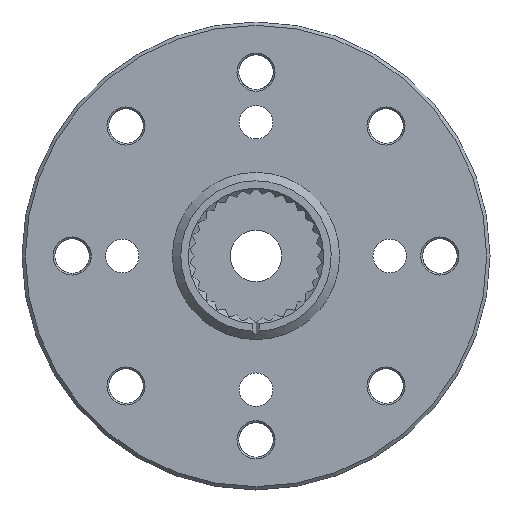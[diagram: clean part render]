
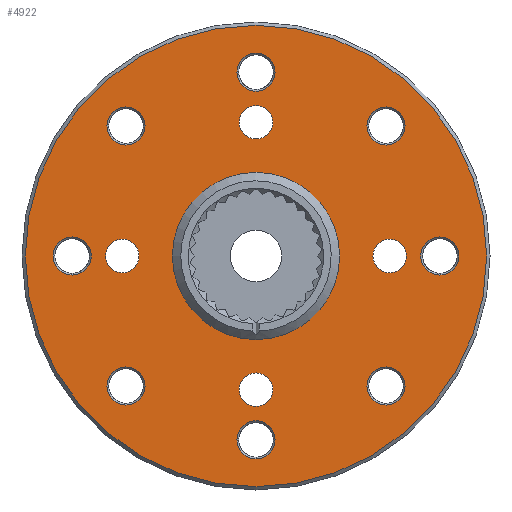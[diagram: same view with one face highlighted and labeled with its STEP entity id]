
A CAD part, front view. The second image highlights one B-rep face of the part: STEP entity #4922.
In plain terms, the highlighted planar face has unit normal (0, -1, 0).
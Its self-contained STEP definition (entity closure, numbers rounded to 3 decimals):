
#15=FACE_BOUND('',#822,.T.);
#16=FACE_BOUND('',#823,.T.);
#17=FACE_BOUND('',#824,.T.);
#18=FACE_BOUND('',#825,.T.);
#19=FACE_BOUND('',#826,.T.);
#20=FACE_BOUND('',#827,.T.);
#21=FACE_BOUND('',#828,.T.);
#22=FACE_BOUND('',#829,.T.);
#23=FACE_BOUND('',#830,.T.);
#24=FACE_BOUND('',#831,.T.);
#25=FACE_BOUND('',#832,.T.);
#26=FACE_BOUND('',#833,.T.);
#27=FACE_BOUND('',#834,.T.);
#174=PLANE('',#5288);
#283=CIRCLE('',#5196,1.142);
#284=CIRCLE('',#5197,1.142);
#289=CIRCLE('',#5207,1.142);
#290=CIRCLE('',#5208,1.142);
#295=CIRCLE('',#5218,1.142);
#296=CIRCLE('',#5219,1.142);
#301=CIRCLE('',#5229,1.142);
#302=CIRCLE('',#5230,1.142);
#307=CIRCLE('',#5240,1.142);
#308=CIRCLE('',#5241,1.142);
#313=CIRCLE('',#5251,1.142);
#314=CIRCLE('',#5252,1.142);
#319=CIRCLE('',#5262,1.142);
#320=CIRCLE('',#5263,1.142);
#325=CIRCLE('',#5273,1.142);
#326=CIRCLE('',#5274,1.142);
#332=CIRCLE('',#5286,5.);
#333=CIRCLE('',#5287,5.);
#334=CIRCLE('',#5289,13.8);
#335=CIRCLE('',#5290,13.8);
#336=CIRCLE('',#5291,1.);
#337=CIRCLE('',#5292,1.);
#338=CIRCLE('',#5293,1.);
#339=CIRCLE('',#5294,1.);
#549=FACE_OUTER_BOUND('',#821,.T.);
#821=EDGE_LOOP('',(#3838,#3839));
#822=EDGE_LOOP('',(#3840,#3841));
#823=EDGE_LOOP('',(#3842,#3843));
#824=EDGE_LOOP('',(#3844,#3845));
#825=EDGE_LOOP('',(#3846,#3847));
#826=EDGE_LOOP('',(#3848,#3849));
#827=EDGE_LOOP('',(#3850,#3851));
#828=EDGE_LOOP('',(#3852,#3853));
#829=EDGE_LOOP('',(#3854,#3855));
#830=EDGE_LOOP('',(#3856,#3857));
#831=EDGE_LOOP('',(#3858));
#832=EDGE_LOOP('',(#3859));
#833=EDGE_LOOP('',(#3860));
#834=EDGE_LOOP('',(#3861));
#1982=VERTEX_POINT('',#9745);
#1983=VERTEX_POINT('',#9746);
#1986=VERTEX_POINT('',#10424);
#1987=VERTEX_POINT('',#10425);
#1990=VERTEX_POINT('',#11103);
#1991=VERTEX_POINT('',#11104);
#1994=VERTEX_POINT('',#11782);
#1995=VERTEX_POINT('',#11783);
#1998=VERTEX_POINT('',#12461);
#1999=VERTEX_POINT('',#12462);
#2002=VERTEX_POINT('',#13140);
#2003=VERTEX_POINT('',#13141);
#2006=VERTEX_POINT('',#13819);
#2007=VERTEX_POINT('',#13820);
#2010=VERTEX_POINT('',#14498);
#2011=VERTEX_POINT('',#14499);
#2023=VERTEX_POINT('',#14541);
#2024=VERTEX_POINT('',#14543);
#2025=VERTEX_POINT('',#14547);
#2026=VERTEX_POINT('',#14548);
#2027=VERTEX_POINT('',#14551);
#2028=VERTEX_POINT('',#14553);
#2029=VERTEX_POINT('',#14555);
#2030=VERTEX_POINT('',#14557);
#2568=EDGE_CURVE('',#1982,#1983,#283,.T.);
#2569=EDGE_CURVE('',#1983,#1982,#284,.T.);
#2583=EDGE_CURVE('',#1986,#1987,#289,.T.);
#2584=EDGE_CURVE('',#1987,#1986,#290,.T.);
#2598=EDGE_CURVE('',#1990,#1991,#295,.T.);
#2599=EDGE_CURVE('',#1991,#1990,#296,.T.);
#2613=EDGE_CURVE('',#1994,#1995,#301,.T.);
#2614=EDGE_CURVE('',#1995,#1994,#302,.T.);
#2628=EDGE_CURVE('',#1998,#1999,#307,.T.);
#2629=EDGE_CURVE('',#1999,#1998,#308,.T.);
#2643=EDGE_CURVE('',#2002,#2003,#313,.T.);
#2644=EDGE_CURVE('',#2003,#2002,#314,.T.);
#2658=EDGE_CURVE('',#2006,#2007,#319,.T.);
#2659=EDGE_CURVE('',#2007,#2006,#320,.T.);
#2673=EDGE_CURVE('',#2010,#2011,#325,.T.);
#2674=EDGE_CURVE('',#2011,#2010,#326,.T.);
#2691=EDGE_CURVE('',#2023,#2024,#332,.T.);
#2692=EDGE_CURVE('',#2024,#2023,#333,.T.);
#2693=EDGE_CURVE('',#2025,#2026,#334,.T.);
#2694=EDGE_CURVE('',#2026,#2025,#335,.T.);
#2695=EDGE_CURVE('',#2027,#2027,#336,.T.);
#2696=EDGE_CURVE('',#2028,#2028,#337,.T.);
#2697=EDGE_CURVE('',#2029,#2029,#338,.T.);
#2698=EDGE_CURVE('',#2030,#2030,#339,.T.);
#3838=ORIENTED_EDGE('',*,*,#2693,.T.);
#3839=ORIENTED_EDGE('',*,*,#2694,.T.);
#3840=ORIENTED_EDGE('',*,*,#2568,.T.);
#3841=ORIENTED_EDGE('',*,*,#2569,.T.);
#3842=ORIENTED_EDGE('',*,*,#2583,.T.);
#3843=ORIENTED_EDGE('',*,*,#2584,.T.);
#3844=ORIENTED_EDGE('',*,*,#2598,.T.);
#3845=ORIENTED_EDGE('',*,*,#2599,.T.);
#3846=ORIENTED_EDGE('',*,*,#2613,.T.);
#3847=ORIENTED_EDGE('',*,*,#2614,.T.);
#3848=ORIENTED_EDGE('',*,*,#2628,.T.);
#3849=ORIENTED_EDGE('',*,*,#2629,.T.);
#3850=ORIENTED_EDGE('',*,*,#2643,.T.);
#3851=ORIENTED_EDGE('',*,*,#2644,.T.);
#3852=ORIENTED_EDGE('',*,*,#2658,.T.);
#3853=ORIENTED_EDGE('',*,*,#2659,.T.);
#3854=ORIENTED_EDGE('',*,*,#2673,.T.);
#3855=ORIENTED_EDGE('',*,*,#2674,.T.);
#3856=ORIENTED_EDGE('',*,*,#2692,.F.);
#3857=ORIENTED_EDGE('',*,*,#2691,.F.);
#3858=ORIENTED_EDGE('',*,*,#2695,.F.);
#3859=ORIENTED_EDGE('',*,*,#2696,.F.);
#3860=ORIENTED_EDGE('',*,*,#2697,.F.);
#3861=ORIENTED_EDGE('',*,*,#2698,.F.);
#4922=ADVANCED_FACE('',(#549,#15,#16,#17,#18,#19,#20,#21,#22,#23,#24,#25,
#26,#27),#174,.T.);
#5196=AXIS2_PLACEMENT_3D('',#9747,#5842,#5843);
#5197=AXIS2_PLACEMENT_3D('',#9748,#5844,#5845);
#5207=AXIS2_PLACEMENT_3D('',#10426,#5865,#5866);
#5208=AXIS2_PLACEMENT_3D('',#10427,#5867,#5868);
#5218=AXIS2_PLACEMENT_3D('',#11105,#5888,#5889);
#5219=AXIS2_PLACEMENT_3D('',#11106,#5890,#5891);
#5229=AXIS2_PLACEMENT_3D('',#11784,#5911,#5912);
#5230=AXIS2_PLACEMENT_3D('',#11785,#5913,#5914);
#5240=AXIS2_PLACEMENT_3D('',#12463,#5934,#5935);
#5241=AXIS2_PLACEMENT_3D('',#12464,#5936,#5937);
#5251=AXIS2_PLACEMENT_3D('',#13142,#5957,#5958);
#5252=AXIS2_PLACEMENT_3D('',#13143,#5959,#5960);
#5262=AXIS2_PLACEMENT_3D('',#13821,#5980,#5981);
#5263=AXIS2_PLACEMENT_3D('',#13822,#5982,#5983);
#5273=AXIS2_PLACEMENT_3D('',#14500,#6003,#6004);
#5274=AXIS2_PLACEMENT_3D('',#14501,#6005,#6006);
#5286=AXIS2_PLACEMENT_3D('',#14544,#6036,#6037);
#5287=AXIS2_PLACEMENT_3D('',#14545,#6038,#6039);
#5288=AXIS2_PLACEMENT_3D('',#14546,#6040,#6041);
#5289=AXIS2_PLACEMENT_3D('',#14549,#6042,#6043);
#5290=AXIS2_PLACEMENT_3D('',#14550,#6044,#6045);
#5291=AXIS2_PLACEMENT_3D('',#14552,#6046,#6047);
#5292=AXIS2_PLACEMENT_3D('',#14554,#6048,#6049);
#5293=AXIS2_PLACEMENT_3D('',#14556,#6050,#6051);
#5294=AXIS2_PLACEMENT_3D('',#14558,#6052,#6053);
#5842=DIRECTION('center_axis',(0.,1.,0.));
#5843=DIRECTION('ref_axis',(0.,0.,-1.));
#5844=DIRECTION('center_axis',(0.,1.,0.));
#5845=DIRECTION('ref_axis',(0.,0.,-1.));
#5865=DIRECTION('center_axis',(0.,1.,0.));
#5866=DIRECTION('ref_axis',(0.,0.,-1.));
#5867=DIRECTION('center_axis',(0.,1.,0.));
#5868=DIRECTION('ref_axis',(0.,0.,-1.));
#5888=DIRECTION('center_axis',(0.,1.,0.));
#5889=DIRECTION('ref_axis',(0.,0.,-1.));
#5890=DIRECTION('center_axis',(0.,1.,0.));
#5891=DIRECTION('ref_axis',(0.,0.,-1.));
#5911=DIRECTION('center_axis',(0.,1.,0.));
#5912=DIRECTION('ref_axis',(0.,0.,-1.));
#5913=DIRECTION('center_axis',(0.,1.,0.));
#5914=DIRECTION('ref_axis',(0.,0.,-1.));
#5934=DIRECTION('center_axis',(0.,1.,0.));
#5935=DIRECTION('ref_axis',(0.,0.,-1.));
#5936=DIRECTION('center_axis',(0.,1.,0.));
#5937=DIRECTION('ref_axis',(0.,0.,-1.));
#5957=DIRECTION('center_axis',(0.,1.,0.));
#5958=DIRECTION('ref_axis',(0.,0.,-1.));
#5959=DIRECTION('center_axis',(0.,1.,0.));
#5960=DIRECTION('ref_axis',(0.,0.,-1.));
#5980=DIRECTION('center_axis',(0.,1.,0.));
#5981=DIRECTION('ref_axis',(0.,0.,-1.));
#5982=DIRECTION('center_axis',(0.,1.,0.));
#5983=DIRECTION('ref_axis',(0.,0.,-1.));
#6003=DIRECTION('center_axis',(0.,1.,0.));
#6004=DIRECTION('ref_axis',(0.,0.,-1.));
#6005=DIRECTION('center_axis',(0.,1.,0.));
#6006=DIRECTION('ref_axis',(0.,0.,-1.));
#6036=DIRECTION('center_axis',(0.,-1.,0.));
#6037=DIRECTION('ref_axis',(1.,0.,0.));
#6038=DIRECTION('center_axis',(0.,-1.,0.));
#6039=DIRECTION('ref_axis',(1.,0.,0.));
#6040=DIRECTION('center_axis',(0.,-1.,0.));
#6041=DIRECTION('ref_axis',(-1.,0.,0.));
#6042=DIRECTION('center_axis',(0.,-1.,0.));
#6043=DIRECTION('ref_axis',(1.,0.,0.));
#6044=DIRECTION('center_axis',(0.,-1.,0.));
#6045=DIRECTION('ref_axis',(1.,0.,0.));
#6046=DIRECTION('center_axis',(0.,-1.,0.));
#6047=DIRECTION('ref_axis',(1.,0.,0.));
#6048=DIRECTION('center_axis',(0.,-1.,0.));
#6049=DIRECTION('ref_axis',(1.,0.,0.));
#6050=DIRECTION('center_axis',(0.,-1.,0.));
#6051=DIRECTION('ref_axis',(1.,0.,0.));
#6052=DIRECTION('center_axis',(0.,-1.,0.));
#6053=DIRECTION('ref_axis',(1.,0.,0.));
#9745=CARTESIAN_POINT('',(-11.,0.,-1.142));
#9746=CARTESIAN_POINT('',(-11.,0.,1.142));
#9747=CARTESIAN_POINT('Origin',(-11.,0.,0.));
#9748=CARTESIAN_POINT('Origin',(-11.,0.,0.));
#10424=CARTESIAN_POINT('',(-7.778,0.,-8.92));
#10425=CARTESIAN_POINT('',(-7.778,0.,-6.637));
#10426=CARTESIAN_POINT('Origin',(-7.778,0.,-7.778));
#10427=CARTESIAN_POINT('Origin',(-7.778,0.,-7.778));
#11103=CARTESIAN_POINT('',(0.,0.,-12.142));
#11104=CARTESIAN_POINT('',(0.,0.,-9.858));
#11105=CARTESIAN_POINT('Origin',(0.,0.,-11.));
#11106=CARTESIAN_POINT('Origin',(0.,0.,-11.));
#11782=CARTESIAN_POINT('',(7.778,0.,-8.92));
#11783=CARTESIAN_POINT('',(7.778,0.,-6.637));
#11784=CARTESIAN_POINT('Origin',(7.778,0.,-7.778));
#11785=CARTESIAN_POINT('Origin',(7.778,0.,-7.778));
#12461=CARTESIAN_POINT('',(11.,0.,-1.142));
#12462=CARTESIAN_POINT('',(11.,0.,1.142));
#12463=CARTESIAN_POINT('Origin',(11.,0.,0.));
#12464=CARTESIAN_POINT('Origin',(11.,0.,0.));
#13140=CARTESIAN_POINT('',(7.778,0.,6.637));
#13141=CARTESIAN_POINT('',(7.778,0.,8.92));
#13142=CARTESIAN_POINT('Origin',(7.778,0.,7.778));
#13143=CARTESIAN_POINT('Origin',(7.778,0.,7.778));
#13819=CARTESIAN_POINT('',(0.,0.,9.858));
#13820=CARTESIAN_POINT('',(0.,0.,12.142));
#13821=CARTESIAN_POINT('Origin',(0.,0.,11.));
#13822=CARTESIAN_POINT('Origin',(0.,0.,11.));
#14498=CARTESIAN_POINT('',(-7.778,0.,6.637));
#14499=CARTESIAN_POINT('',(-7.778,0.,8.92));
#14500=CARTESIAN_POINT('Origin',(-7.778,0.,7.778));
#14501=CARTESIAN_POINT('Origin',(-7.778,0.,7.778));
#14541=CARTESIAN_POINT('',(5.,0.,0.));
#14543=CARTESIAN_POINT('',(-5.,0.,0.));
#14544=CARTESIAN_POINT('Origin',(0.,0.,0.));
#14545=CARTESIAN_POINT('Origin',(0.,0.,0.));
#14546=CARTESIAN_POINT('Origin',(0.,0.,0.));
#14547=CARTESIAN_POINT('',(13.8,0.,0.));
#14548=CARTESIAN_POINT('',(-13.8,0.,0.));
#14549=CARTESIAN_POINT('Origin',(0.,0.,0.));
#14550=CARTESIAN_POINT('Origin',(0.,0.,0.));
#14551=CARTESIAN_POINT('',(-1.,0.,-8.));
#14552=CARTESIAN_POINT('Origin',(0.,0.,-8.));
#14553=CARTESIAN_POINT('',(7.,0.,0.));
#14554=CARTESIAN_POINT('Origin',(8.,0.,0.));
#14555=CARTESIAN_POINT('',(-1.,0.,8.));
#14556=CARTESIAN_POINT('Origin',(0.,0.,8.));
#14557=CARTESIAN_POINT('',(-9.,0.,0.));
#14558=CARTESIAN_POINT('Origin',(-8.,0.,0.));
